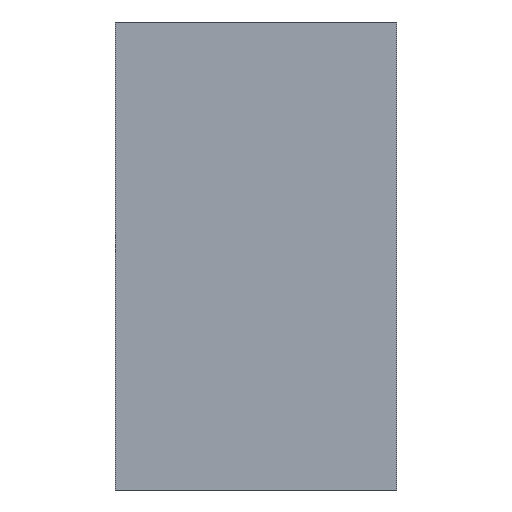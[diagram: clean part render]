
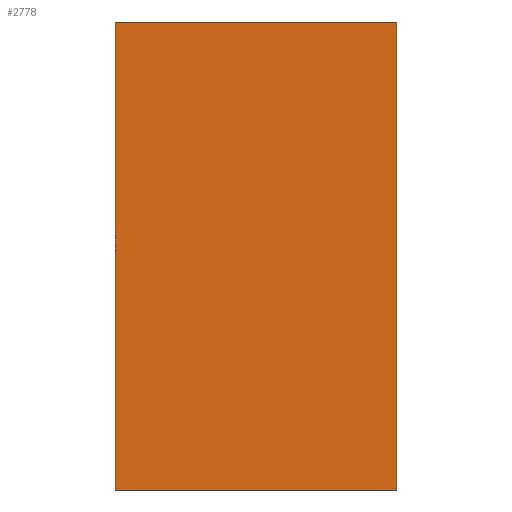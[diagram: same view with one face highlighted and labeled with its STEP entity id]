
A CAD part, front view. The second image highlights one B-rep face of the part: STEP entity #2778.
In plain terms, the highlighted planar face has unit normal (0, -1, 0).
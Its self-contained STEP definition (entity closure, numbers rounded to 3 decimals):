
#803=DIRECTION('',(1.,0.,0.));
#804=VECTOR('',#803,20.);
#805=CARTESIAN_POINT('',(-10.,-0.3,16.65));
#806=LINE('',#805,#804);
#810=DIRECTION('',(0.,0.,-1.));
#811=VECTOR('',#810,33.3);
#812=CARTESIAN_POINT('',(10.,-0.3,16.65));
#813=LINE('',#812,#811);
#817=DIRECTION('',(-1.,0.,0.));
#818=VECTOR('',#817,20.);
#819=CARTESIAN_POINT('',(10.,-0.3,-16.65));
#820=LINE('',#819,#818);
#824=DIRECTION('',(0.,0.,1.));
#825=VECTOR('',#824,33.3);
#826=CARTESIAN_POINT('',(-10.,-0.3,-16.65));
#827=LINE('',#826,#825);
#2099=CARTESIAN_POINT('',(-10.,-0.3,16.65));
#2100=CARTESIAN_POINT('',(10.,-0.3,16.65));
#2101=VERTEX_POINT('',#2099);
#2102=VERTEX_POINT('',#2100);
#2103=CARTESIAN_POINT('',(10.,-0.3,-16.65));
#2104=VERTEX_POINT('',#2103);
#2105=CARTESIAN_POINT('',(-10.,-0.3,-16.65));
#2106=VERTEX_POINT('',#2105);
#2767=CARTESIAN_POINT('',(0.,-0.3,0.));
#2768=DIRECTION('',(0.,1.,0.));
#2769=DIRECTION('',(0.,0.,-1.));
#2770=AXIS2_PLACEMENT_3D('',#2767,#2768,#2769);
#2771=PLANE('',#2770);
#2772=ORIENTED_EDGE('',*,*,#2719,.T.);
#2773=ORIENTED_EDGE('',*,*,#2734,.T.);
#2774=ORIENTED_EDGE('',*,*,#2748,.T.);
#2775=ORIENTED_EDGE('',*,*,#2761,.T.);
#2776=EDGE_LOOP('',(#2772,#2773,#2774,#2775));
#2777=FACE_OUTER_BOUND('',#2776,.F.);
#2719=EDGE_CURVE('',#2101,#2102,#806,.T.);
#2734=EDGE_CURVE('',#2102,#2104,#813,.T.);
#2748=EDGE_CURVE('',#2104,#2106,#820,.T.);
#2761=EDGE_CURVE('',#2106,#2101,#827,.T.);
#2778=ADVANCED_FACE('',(#2777),#2771,.F.);
